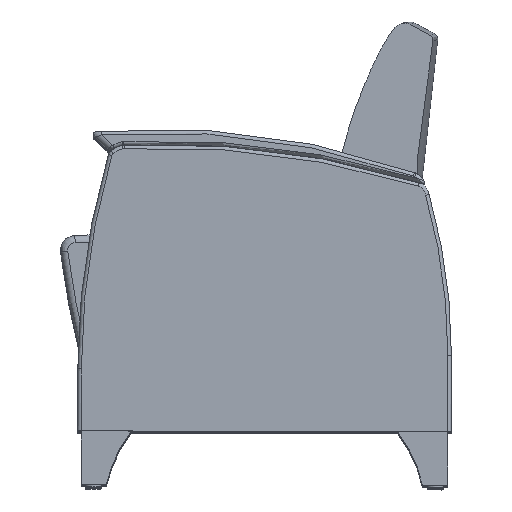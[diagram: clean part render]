
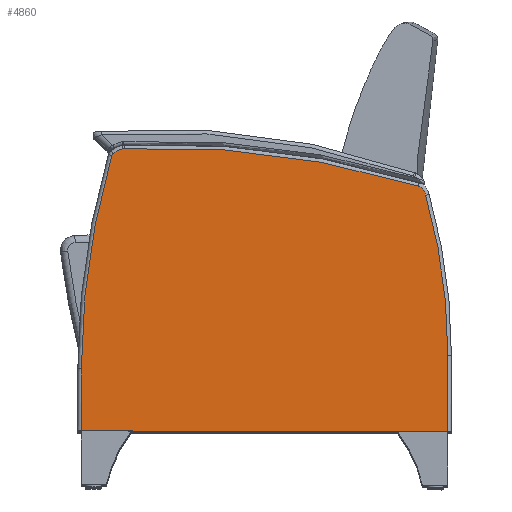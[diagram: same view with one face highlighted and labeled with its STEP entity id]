
A CAD part, top view. The second image highlights one B-rep face of the part: STEP entity #4860.
In plain terms, the highlighted planar face has unit normal (0, 0, 1).
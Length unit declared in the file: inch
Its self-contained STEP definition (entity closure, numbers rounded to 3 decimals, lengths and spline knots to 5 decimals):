
#316=PLANE('',#5404);
#409=LINE('',#12072,#550);
#411=LINE('',#12118,#552);
#427=LINE('',#12242,#568);
#550=VECTOR('',#6295,0.3937);
#552=VECTOR('',#6333,0.3937);
#568=VECTOR('',#6435,0.3937);
#865=FACE_OUTER_BOUND('',#1190,.T.);
#1190=EDGE_LOOP('',(#4051,#4052,#4053,#4054,#4055,#4056,#4057,#4058,#4059,
#4060));
#1478=CIRCLE('',#5335,0.25);
#1482=CIRCLE('',#5340,53.84447);
#1486=CIRCLE('',#5346,1.61874);
#1489=CIRCLE('',#5350,0.75);
#1492=CIRCLE('',#5354,59.75);
#1494=CIRCLE('',#5357,0.75);
#1497=CIRCLE('',#5362,40.58554);
#2134=VERTEX_POINT('',#12033);
#2135=VERTEX_POINT('',#12034);
#2139=VERTEX_POINT('',#12055);
#2141=VERTEX_POINT('',#12070);
#2142=VERTEX_POINT('',#12074);
#2144=VERTEX_POINT('',#12080);
#2146=VERTEX_POINT('',#12086);
#2149=VERTEX_POINT('',#12094);
#2150=VERTEX_POINT('',#12111);
#2153=VERTEX_POINT('',#12116);
#2758=EDGE_CURVE('',#2134,#2135,#1478,.T.);
#2764=EDGE_CURVE('',#2139,#2134,#1482,.T.);
#2767=EDGE_CURVE('',#2141,#2139,#409,.T.);
#2770=EDGE_CURVE('',#2135,#2142,#1486,.T.);
#2773=EDGE_CURVE('',#2142,#2144,#1489,.T.);
#2776=EDGE_CURVE('',#2144,#2146,#1492,.T.);
#2778=EDGE_CURVE('',#2146,#2149,#1494,.T.);
#2783=EDGE_CURVE('',#2153,#2150,#411,.T.);
#2784=EDGE_CURVE('',#2149,#2153,#1497,.T.);
#2825=EDGE_CURVE('',#2150,#2141,#427,.T.);
#4051=ORIENTED_EDGE('',*,*,#2767,.F.);
#4052=ORIENTED_EDGE('',*,*,#2825,.F.);
#4053=ORIENTED_EDGE('',*,*,#2783,.F.);
#4054=ORIENTED_EDGE('',*,*,#2784,.F.);
#4055=ORIENTED_EDGE('',*,*,#2778,.F.);
#4056=ORIENTED_EDGE('',*,*,#2776,.F.);
#4057=ORIENTED_EDGE('',*,*,#2773,.F.);
#4058=ORIENTED_EDGE('',*,*,#2770,.F.);
#4059=ORIENTED_EDGE('',*,*,#2758,.F.);
#4060=ORIENTED_EDGE('',*,*,#2764,.F.);
#4860=ADVANCED_FACE('',(#865),#316,.T.);
#5335=AXIS2_PLACEMENT_3D('',#12035,#6278,#6279);
#5340=AXIS2_PLACEMENT_3D('',#12066,#6288,#6289);
#5346=AXIS2_PLACEMENT_3D('',#12078,#6302,#6303);
#5350=AXIS2_PLACEMENT_3D('',#12084,#6310,#6311);
#5354=AXIS2_PLACEMENT_3D('',#12090,#6318,#6319);
#5357=AXIS2_PLACEMENT_3D('',#12095,#6324,#6325);
#5362=AXIS2_PLACEMENT_3D('',#12120,#6336,#6337);
#5404=AXIS2_PLACEMENT_3D('',#12243,#6436,#6437);
#6278=DIRECTION('center_axis',(0.,0.,-1.));
#6279=DIRECTION('ref_axis',(-0.844,0.537,0.));
#6288=DIRECTION('center_axis',(0.,0.,-1.));
#6289=DIRECTION('ref_axis',(-0.99,0.14,0.));
#6295=DIRECTION('',(0.,1.,0.));
#6302=DIRECTION('center_axis',(0.,0.,-1.));
#6303=DIRECTION('ref_axis',(-0.425,0.905,0.));
#6310=DIRECTION('center_axis',(0.,0.,-1.));
#6311=DIRECTION('ref_axis',(-0.128,0.992,0.));
#6318=DIRECTION('center_axis',(0.,0.,-1.));
#6319=DIRECTION('ref_axis',(0.124,0.992,0.));
#6324=DIRECTION('center_axis',(0.,0.,-1.));
#6325=DIRECTION('ref_axis',(0.761,0.649,0.));
#6333=DIRECTION('',(0.,-1.,0.));
#6336=DIRECTION('center_axis',(0.,0.,-1.));
#6337=DIRECTION('ref_axis',(0.99,0.139,0.));
#6435=DIRECTION('',(-1.,0.,0.));
#6436=DIRECTION('center_axis',(0.,0.,1.));
#6437=DIRECTION('ref_axis',(1.,0.,0.));
#12033=CARTESIAN_POINT('',(-12.3965,20.65936,2.75));
#12034=CARTESIAN_POINT('',(-12.30759,20.8021,2.75));
#12035=CARTESIAN_POINT('Origin',(-12.15221,20.60625,2.75));
#12055=CARTESIAN_POINT('',(-14.50196,5.72409,2.75));
#12066=CARTESIAN_POINT('Origin',(39.34251,5.74957,2.75));
#12070=CARTESIAN_POINT('',(-14.50196,1.38751,2.75));
#12072=CARTESIAN_POINT('',(-14.50196,5.41302,2.75));
#12074=CARTESIAN_POINT('',(-11.63546,21.11791,2.75));
#12078=CARTESIAN_POINT('Origin',(-11.3015,19.534,2.75));
#12080=CARTESIAN_POINT('',(-11.51791,21.13312,2.75));
#12084=CARTESIAN_POINT('Origin',(-11.48073,20.38404,2.75));
#12086=CARTESIAN_POINT('',(9.03893,18.55741,2.75));
#12090=CARTESIAN_POINT('Origin',(-8.55543,-38.54339,2.75));
#12094=CARTESIAN_POINT('',(9.56287,17.92892,2.75));
#12095=CARTESIAN_POINT('Origin',(8.81808,17.84066,2.75));
#12111=CARTESIAN_POINT('',(11.14024,1.38751,2.75));
#12116=CARTESIAN_POINT('',(11.14024,6.72403,2.75));
#12118=CARTESIAN_POINT('',(11.14024,8.58129,2.75));
#12120=CARTESIAN_POINT('Origin',(-29.4453,6.72403,2.75));
#12242=CARTESIAN_POINT('',(12.28079,1.38751,2.75));
#12243=CARTESIAN_POINT('Origin',(-1.61059,10.43854,2.75));
